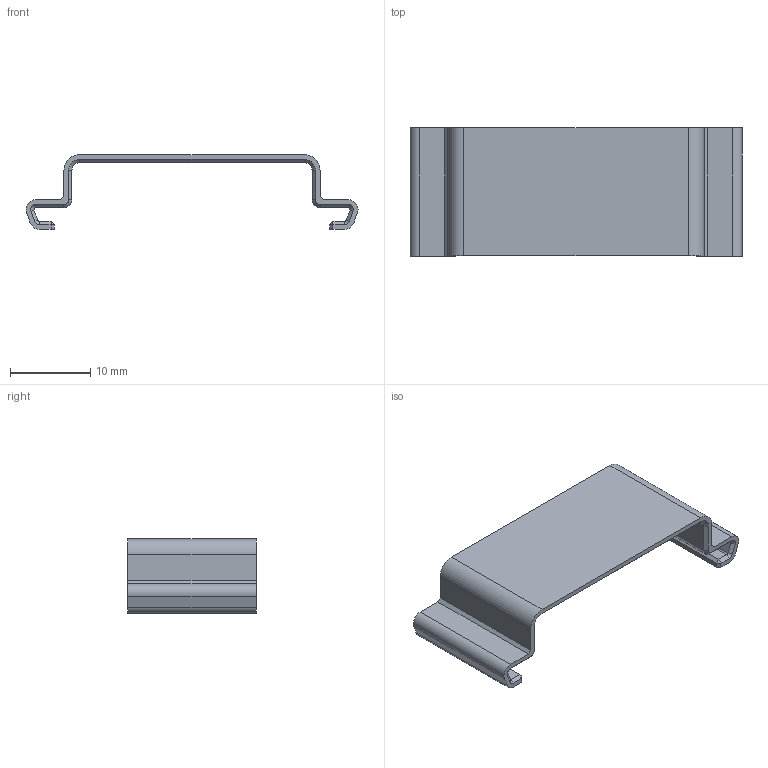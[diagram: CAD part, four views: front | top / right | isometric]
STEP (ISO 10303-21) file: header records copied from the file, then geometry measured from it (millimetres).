
FILE_DESCRIPTION(('STEP AP203'), '1');
FILE_NAME('ESP32-Holder', '2025-10-08T22:15:52', ('NewTToNN'), (''), 'C3D Converter', 'C3D Toolkit', '');
FILE_SCHEMA(('CONFIG_CONTROL_DESIGN'));
Length unit declared in the file: millimetre
Bounding box: 41.47 x 16 x 9.35 mm (x, y, z)
Volume: 943.2 mm3; surface area: 2014 mm2
Topology: 1 solids, 1 shells, 82 faces, 200 edges, 120 vertices
Faces by surface type: plane 52, cone 16, cylinder 14
Entity records: 2388 total; most frequent: DIRECTION 410, CARTESIAN_POINT 403, ORIENTED_EDGE 400, EDGE_CURVE 200, LINE 156, VECTOR 156, AXIS2_PLACEMENT_3D 127, VERTEX_POINT 120
